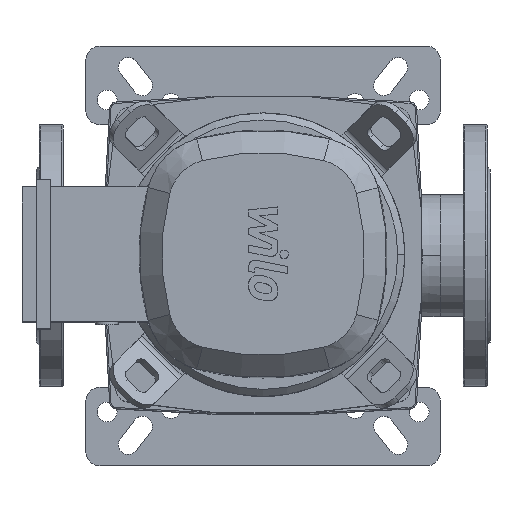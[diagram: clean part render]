
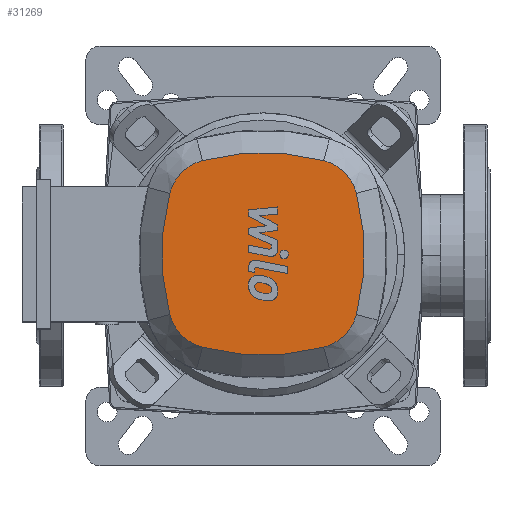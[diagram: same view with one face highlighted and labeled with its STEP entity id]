
A CAD part, top view. The second image highlights one B-rep face of the part: STEP entity #31269.
In plain terms, the highlighted planar face has unit normal (0, 0, 1).
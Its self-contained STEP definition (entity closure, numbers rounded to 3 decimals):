
#30904=CARTESIAN_POINT('',(-65.837,-42.728,849.0));
#30905=VERTEX_POINT('',#30904);
#30923=CARTESIAN_POINT('',(-42.728,-65.837,849.0));
#30924=VERTEX_POINT('',#30923);
#30931=CARTESIAN_POINT('',(-34.295,-34.295,849.0));
#30932=DIRECTION('',(0.0,0.0,-1.0));
#30933=DIRECTION('',(0.0,-1.0,0.0));
#30934=AXIS2_PLACEMENT_3D('',#30931,#30932,#30933);
#30935=CIRCLE('',#30934,32.65);
#30936=EDGE_CURVE('',#30924,#30905,#30935,.T.);
#30946=CARTESIAN_POINT('',(-65.837,42.728,849.0));
#30947=VERTEX_POINT('',#30946);
#30964=CARTESIAN_POINT('',(93.979,0.,849.0));
#30965=DIRECTION('',(0.0,0.0,-1.));
#30966=DIRECTION('',(-0.966,0.258,0.0));
#30967=AXIS2_PLACEMENT_3D('',#30964,#30965,#30966);
#30968=CIRCLE('',#30967,165.429);
#30969=EDGE_CURVE('',#30905,#30947,#30968,.T.);
#30981=CARTESIAN_POINT('',(42.728,-65.837,849.0));
#30982=VERTEX_POINT('',#30981);
#30989=CARTESIAN_POINT('',(0.,93.979,849.0));
#30990=DIRECTION('',(0.0,0.0,-1.));
#30991=DIRECTION('',(-0.258,-0.966,0.0));
#30992=AXIS2_PLACEMENT_3D('',#30989,#30990,#30991);
#30993=CIRCLE('',#30992,165.429);
#30994=EDGE_CURVE('',#30982,#30924,#30993,.T.);
#31012=CARTESIAN_POINT('',(-42.728,65.837,849.0));
#31013=VERTEX_POINT('',#31012);
#31030=CARTESIAN_POINT('',(-34.295,34.295,849.0));
#31031=DIRECTION('',(0.0,0.0,-1.0));
#31032=DIRECTION('',(-1.0,0.0,0.0));
#31033=AXIS2_PLACEMENT_3D('',#31030,#31031,#31032);
#31034=CIRCLE('',#31033,32.65);
#31035=EDGE_CURVE('',#30947,#31013,#31034,.T.);
#31047=CARTESIAN_POINT('',(65.837,-42.728,849.0));
#31048=VERTEX_POINT('',#31047);
#31055=CARTESIAN_POINT('',(34.295,-34.295,849.0));
#31056=DIRECTION('',(0.0,0.0,-1.0));
#31057=DIRECTION('',(1.0,0.0,0.0));
#31058=AXIS2_PLACEMENT_3D('',#31055,#31056,#31057);
#31059=CIRCLE('',#31058,32.65);
#31060=EDGE_CURVE('',#31048,#30982,#31059,.T.);
#31078=CARTESIAN_POINT('',(42.728,65.837,849.0));
#31079=VERTEX_POINT('',#31078);
#31096=CARTESIAN_POINT('',(0.,-93.979,849.0));
#31097=DIRECTION('',(0.0,0.0,-1.));
#31098=DIRECTION('',(0.258,0.966,0.0));
#31099=AXIS2_PLACEMENT_3D('',#31096,#31097,#31098);
#31100=CIRCLE('',#31099,165.429);
#31101=EDGE_CURVE('',#31013,#31079,#31100,.T.);
#31113=CARTESIAN_POINT('',(65.837,42.728,849.0));
#31114=VERTEX_POINT('',#31113);
#31121=CARTESIAN_POINT('',(-93.979,0.,849.0));
#31122=DIRECTION('',(0.0,0.0,-1.));
#31123=DIRECTION('',(0.966,-0.258,0.0));
#31124=AXIS2_PLACEMENT_3D('',#31121,#31122,#31123);
#31125=CIRCLE('',#31124,165.429);
#31126=EDGE_CURVE('',#31114,#31048,#31125,.T.);
#31145=CARTESIAN_POINT('',(34.295,34.295,849.0));
#31146=DIRECTION('',(0.0,0.0,-1.0));
#31147=DIRECTION('',(0.0,1.0,0.0));
#31148=AXIS2_PLACEMENT_3D('',#31145,#31146,#31147);
#31149=CIRCLE('',#31148,32.65);
#31150=EDGE_CURVE('',#31079,#31114,#31149,.T.);
#31254=CARTESIAN_POINT('',(75.419,0.,849.0));
#31255=DIRECTION('',(0.0,0.0,1.0));
#31256=DIRECTION('',(-1.0,0.0,0.0));
#31257=AXIS2_PLACEMENT_3D('',#31254,#31255,#31256);
#31258=PLANE('',#31257);
#31259=ORIENTED_EDGE('',*,*,#30936,.F.);
#31260=ORIENTED_EDGE('',*,*,#30994,.F.);
#31261=ORIENTED_EDGE('',*,*,#31060,.F.);
#31262=ORIENTED_EDGE('',*,*,#31126,.F.);
#31263=ORIENTED_EDGE('',*,*,#31150,.F.);
#31264=ORIENTED_EDGE('',*,*,#31101,.F.);
#31265=ORIENTED_EDGE('',*,*,#31035,.F.);
#31266=ORIENTED_EDGE('',*,*,#30969,.F.);
#31267=EDGE_LOOP('',(#31259,#31260,#31261,#31262,#31263,#31264,#31265,#31266));
#31268=FACE_OUTER_BOUND('',#31267,.T.);
#31269=ADVANCED_FACE('',(#31268),#31258,.T.);
